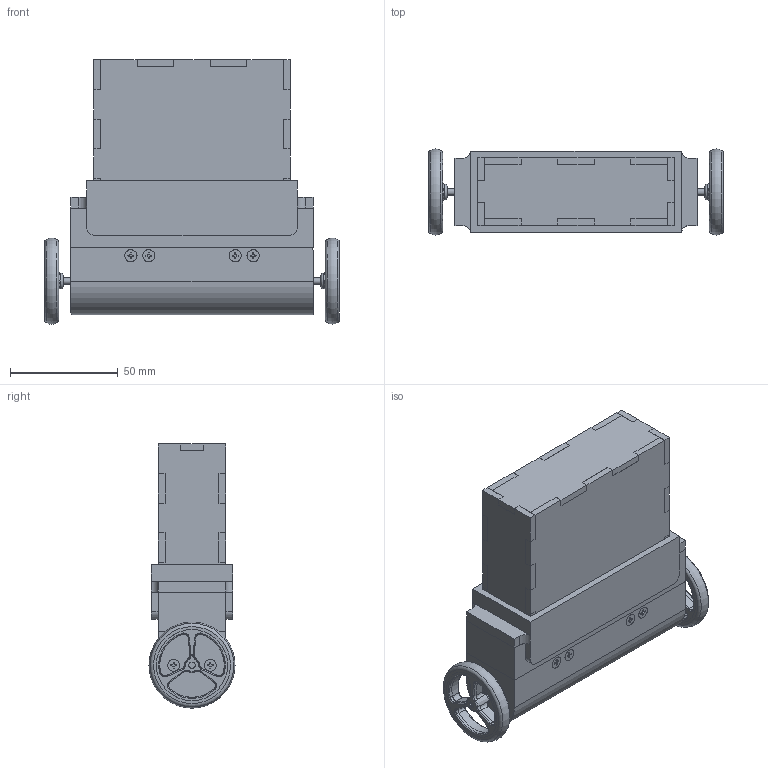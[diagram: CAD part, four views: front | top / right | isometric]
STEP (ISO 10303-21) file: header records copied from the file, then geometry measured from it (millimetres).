
FILE_DESCRIPTION(/* description */ (''),/* implementation_level */ '2;1');
FILE_NAME(/* name */ 'Balance Bot Assembled.step',/* time_stamp */ '2023-03-12T19:44:34-04:00',/* author */ (''),/* organization */ (''),/* preprocessor_version */ 'ST-DEVELOPER v19.2',/* originating_system */ 'Autodesk Translation Framework v11.17.0.187',/* authorisation */ '');
FILE_SCHEMA (('AUTOMOTIVE_DESIGN { 1 0 10303 214 3 1 1 }'));
Length unit declared in the file: inch
Products named in the file (15): Balance Bot Assembled; ProtoBoard Mount; ProtoBoard; Panel B/D; Panel A/C; Lid; Motor Housing; Motor Approx.; pololu-wheel-40x7mm-black; Motor Clamp; Battery Housing; GN3 550 90c/180c LiPo approx.; Battery Cradle; 92010A116_Passivated 18-8 Stainless Steel Phillips Flat Head Screw; Coupler
Assembly tree (35 placements, depth 3):
  Balance Bot Assembled
    Panel B/D  x2
    ProtoBoard Mount  x2
    Panel A/C  x3
    ProtoBoard
    Lid
    Motor Housing
      Motor Approx.  x2
      pololu-wheel-40x7mm-black  x2
      Motor Clamp  x2
      92010A116_Passivated 18-8 Stainless Steel Phillips Flat Head Screw  x12
    Battery Housing
      GN3 550 90c/180c LiPo approx.
      Battery Cradle  x2
    92010A116_Passivated 18-8 Stainless Steel Phillips Flat Head Screw  x2
    Coupler
Bounding box: 137.05 x 40 x 122.81 mm (x, y, z)
Volume: 235843.4 mm3; surface area: 146623.3 mm2
Topology: 37 solids, 37 shells, 1988 faces, 5260 edges, 3444 vertices
Faces by surface type: plane 1006, bspline 474, cylinder 412, cone 64, torus 32
Full cylindrical faces by diameter (mm): 2.35 x98, 2.8 x22, 2.9 x6, 3 x112, 7 x4, 24 x2, 25 x4
Entity records: 34099 total; most frequent: CARTESIAN_POINT 15950, ORIENTED_EDGE 3974, DIRECTION 2991, EDGE_CURVE 1987, VERTEX_POINT 1294, LINE 1255, VECTOR 1255, EDGE_LOOP 881
